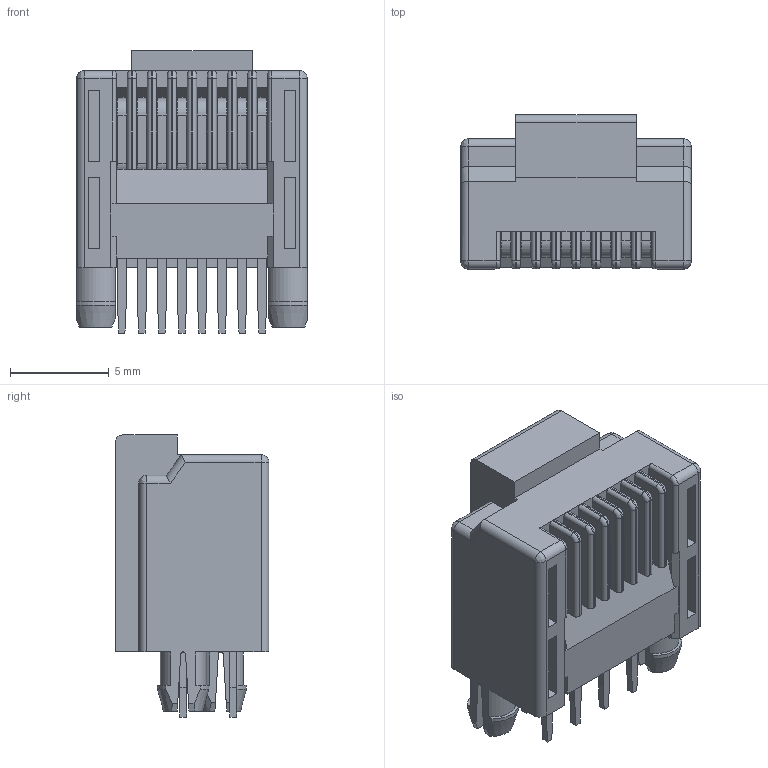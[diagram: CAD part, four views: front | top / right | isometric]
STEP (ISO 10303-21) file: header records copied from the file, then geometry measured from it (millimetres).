
FILE_DESCRIPTION (( 'STEP AP214' ), '1' );
FILE_NAME ('AJP92A8813.STEP', '2023-10-26T13:30:49', ( '' ), ( '' ), 'SwSTEP 2.0', 'SolidWorks 2023', '' );
FILE_SCHEMA (( 'AUTOMOTIVE_DESIGN' ));
Length unit declared in the file: inch
Products named in the file (1): AJP92A8813
Bounding box: 11.7 x 7.8 x 14.3 mm (x, y, z)
Volume: 727.8 mm3; surface area: 1223 mm2
Topology: 1 solids, 1 shells, 469 faces, 1299 edges, 834 vertices
Faces by surface type: plane 333, cylinder 112, torus 16, bspline 4, cone 4
Entity records: 16671 total; most frequent: CARTESIAN_POINT 2731, ORIENTED_EDGE 2590, DIRECTION 2443, EDGE_CURVE 1295, LINE 1039, VECTOR 1039, VERTEX_POINT 834, AXIS2_PLACEMENT_3D 702
